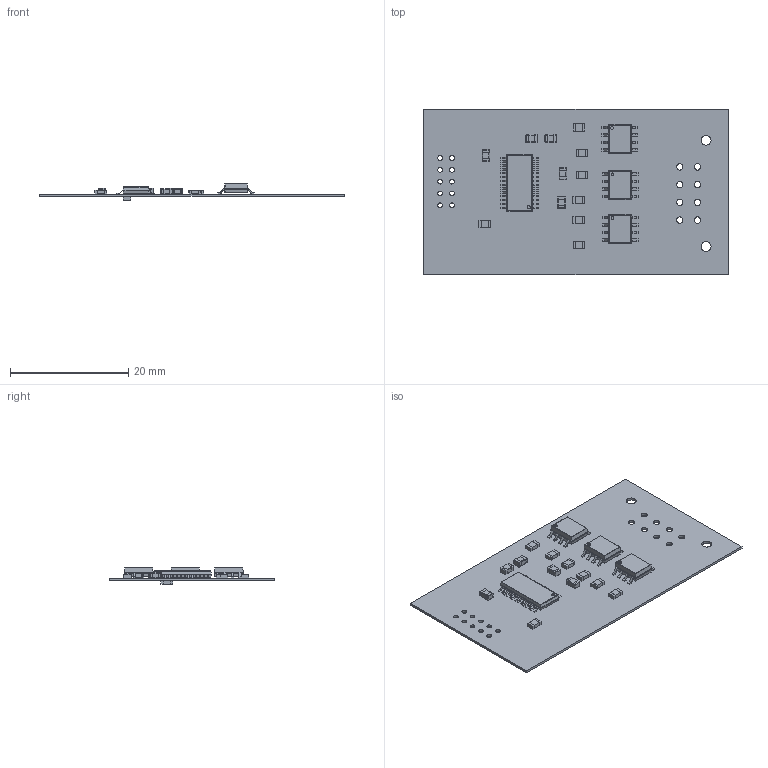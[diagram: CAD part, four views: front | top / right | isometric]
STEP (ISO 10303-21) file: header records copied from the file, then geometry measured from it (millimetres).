
FILE_DESCRIPTION(('Open CASCADE Model'),'2;1');
FILE_NAME('Open CASCADE Shape Model','2019-11-14T13:34:02',('Author'),( 'Open CASCADE'),'Open CASCADE STEP processor 6.8','Open CASCADE 6.8' ,'Unknown');
FILE_SCHEMA(('AUTOMOTIVE_DESIGN { 1 0 10303 214 1 1 1 1 }'));
Length unit declared in the file: millimetre
Products named in the file (55): PCB; Board; Open CASCADE STEP translator 6.8 1.1.1; C3; 6174902288; Fillet1; Fillet2; body2; R3; 6174901808; term1; term2; body; C2; 6174902768; R8; 6174901568; R7; 6174901488; R6; R5; R4; R2; R1; Q3; 6174903248; Body; PinsArrayLR; Q2; Q1; IC1; 6174902928; ThermalPad; C5; 6174902048; C4; 6174902848; C1
Assembly tree (62 placements, depth 4):
  PCB
    Board
      Open CASCADE STEP translator 6.8 1.1.1
    C3
      6174902288
        Fillet1
        Fillet2
        body2
    R3
      6174901808
        term1
        term2
        body
    C2
      6174902768
        Fillet1
        Fillet2
        body2
    R8
      6174901568
        term1
        term2
        body
    R7
      6174901488
        term1
        term2
        body
    R6
      6174901488
        term1
        term2
        body
    R5
      6174901488
        term1
        term2
        body
    R4
      6174901488
        term1
        term2
        body
    R2
      6174901488
        term1
        term2
        body
    R1
      6174901488
        term1
        term2
        body
    Q3
      6174903248
        Body
        PinsArrayLR
    Q2
      6174903248
        Body
Bounding box: 51.5 x 28 x 2.81 mm (x, y, z)
Volume: 748.2 mm3; surface area: 3516.7 mm2
Topology: 97 solids, 97 shells, 1178 faces, 2796 edges, 1776 vertices
Faces by surface type: plane 826, cylinder 312, sphere 40
Full cylindrical faces by diameter (mm): 0.487 x3, 0.55 x1, 0.8 x10, 1.07 x8, 1.67 x2
Entity records: 23961 total; most frequent: DIRECTION 3992, CARTESIAN_POINT 3903, ORIENTED_EDGE 3716, EDGE_CURVE 1858, LINE 1422, VECTOR 1422, AXIS2_PLACEMENT_3D 1285, VERTEX_POINT 1196
